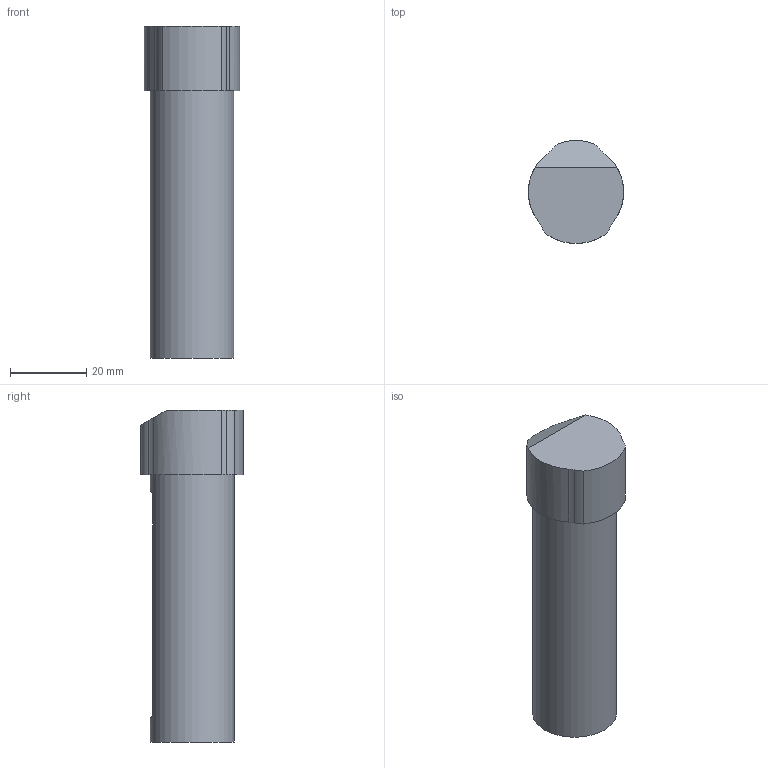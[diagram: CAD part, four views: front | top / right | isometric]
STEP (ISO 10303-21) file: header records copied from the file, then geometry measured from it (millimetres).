
FILE_DESCRIPTION((''),'1');
FILE_NAME('SL22F-HDC6-70.stp','2020-04-07T00:18:39',(''),(''),'Spatial Interop R21 SP3','Kubotek KeyCreator 2011 V10.0.2 (22737)',' ');
FILE_SCHEMA(('automotive_design'));
Length unit declared in the file: millimetre
Products named in the file (1): Unnamed[1]
Bounding box: 24.99 x 26.95 x 87 mm (x, y, z)
Volume: 33187.7 mm3; surface area: 8426.5 mm2
Topology: 1 solids, 1 shells, 24 faces, 57 edges, 38 vertices
Faces by surface type: cylinder 15, plane 9
Full cylindrical faces by diameter (mm): 6 x1, 6.5 x1, 22 x1
Entity records: 1248 total; most frequent: DIRECTION 135, CARTESIAN_POINT 112, ORIENTED_EDGE 102, PRESENTATION_STYLE_ASSIGNMENT 101, COLOUR_RGB 101, STYLED_ITEM 76, CURVE_STYLE 76, DRAUGHTING_PRE_DEFINED_CURVE_FONT 76
